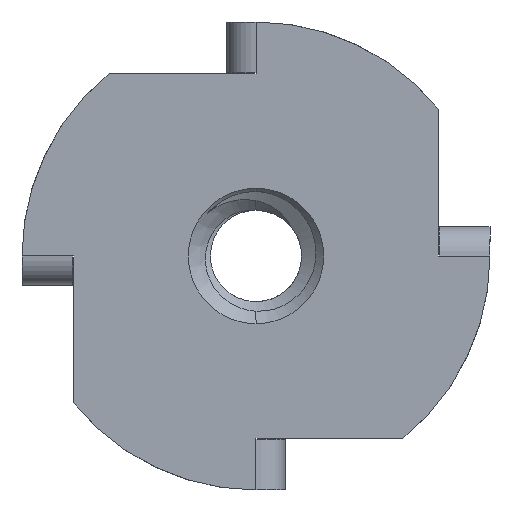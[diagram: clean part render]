
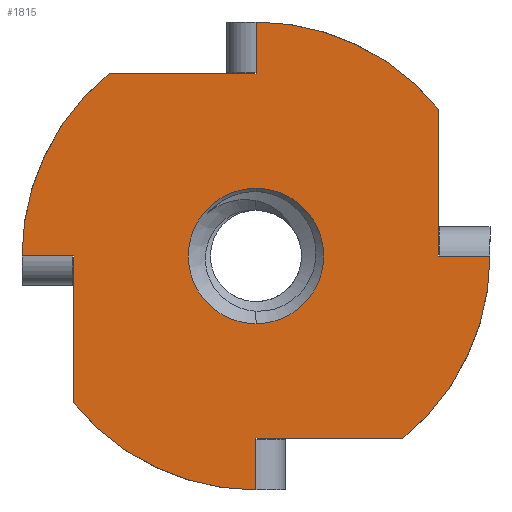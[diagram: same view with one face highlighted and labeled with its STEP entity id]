
A CAD part, front view. The second image highlights one B-rep face of the part: STEP entity #1815.
In plain terms, the highlighted planar face has unit normal (0, -1, 0).
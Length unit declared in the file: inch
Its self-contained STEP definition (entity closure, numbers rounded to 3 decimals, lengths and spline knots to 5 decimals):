
#1 = CARTESIAN_POINT ( 'NONE',  ( 0.25, 0., 0. ) ) ;
#4 = DIRECTION ( 'NONE',  ( 0., 0., 1. ) ) ;
#11 = CARTESIAN_POINT ( 'NONE',  ( 0., 0., 0.25 ) ) ;
#24 = LINE ( 'NONE', #2632, #1799 ) ;
#26 = VERTEX_POINT ( 'NONE', #3998 ) ;
#35 = DIRECTION ( 'NONE',  ( -1., 0., 0. ) ) ;
#51 = CARTESIAN_POINT ( 'NONE',  ( -0.25, 0., 0. ) ) ;
#69 = CARTESIAN_POINT ( 'NONE',  ( -0.19455, 0., 0. ) ) ;
#76 = ORIENTED_EDGE ( 'NONE', *, *, #2141, .F. ) ;
#114 = CARTESIAN_POINT ( 'NONE',  ( 0.19455, 0., 0.157 ) ) ;
#131 = ORIENTED_EDGE ( 'NONE', *, *, #2288, .T. ) ;
#133 = ORIENTED_EDGE ( 'NONE', *, *, #1373, .F. ) ;
#174 = VERTEX_POINT ( 'NONE', #1 ) ;
#218 = LINE ( 'NONE', #4198, #1071 ) ;
#262 = EDGE_CURVE ( 'NONE', #3952, #1652, #4147, .T. ) ;
#276 = AXIS2_PLACEMENT_3D ( 'NONE', #1828, #778, #3398 ) ;
#325 = CARTESIAN_POINT ( 'NONE',  ( 0.19455, 0., 0. ) ) ;
#342 = DIRECTION ( 'NONE',  ( 0., -1., 0. ) ) ;
#359 = AXIS2_PLACEMENT_3D ( 'NONE', #4054, #3036, #1091 ) ;
#391 = VERTEX_POINT ( 'NONE', #3719 ) ;
#430 = DIRECTION ( 'NONE',  ( 0., 1., 0. ) ) ;
#449 = LINE ( 'NONE', #3731, #501 ) ;
#475 = PLANE ( 'NONE',  #3063 ) ;
#490 = DIRECTION ( 'NONE',  ( 0., 0., -1. ) ) ;
#501 = VECTOR ( 'NONE', #1103, 39.37008 ) ;
#516 = DIRECTION ( 'NONE',  ( 0., 1., 0. ) ) ;
#520 = EDGE_CURVE ( 'NONE', #2616, #1067, #3879, .T. ) ;
#541 = AXIS2_PLACEMENT_3D ( 'NONE', #3304, #342, #3279 ) ;
#591 = DIRECTION ( 'NONE',  ( 0., 0., 1. ) ) ;
#594 = ORIENTED_EDGE ( 'NONE', *, *, #1045, .F. ) ;
#654 = VERTEX_POINT ( 'NONE', #69 ) ;
#697 = ORIENTED_EDGE ( 'NONE', *, *, #262, .T. ) ;
#719 = VERTEX_POINT ( 'NONE', #3453 ) ;
#720 = LINE ( 'NONE', #1126, #1603 ) ;
#734 = AXIS2_PLACEMENT_3D ( 'NONE', #3866, #1918, #3913 ) ;
#740 = CARTESIAN_POINT ( 'NONE',  ( 0., 0., 0.07238 ) ) ;
#754 = CIRCLE ( 'NONE', #3893, 0.25 ) ;
#762 = CARTESIAN_POINT ( 'NONE',  ( 0., 0., -0.25 ) ) ;
#765 = DIRECTION ( 'NONE',  ( 1., 0., 0. ) ) ;
#767 = DIRECTION ( 'NONE',  ( 1., 0., 0. ) ) ;
#776 = CIRCLE ( 'NONE', #1937, 0.25 ) ;
#778 = DIRECTION ( 'NONE',  ( 0., 1., 0. ) ) ;
#904 = CARTESIAN_POINT ( 'NONE',  ( 0., 0., 0.25 ) ) ;
#951 = DIRECTION ( 'NONE',  ( 0., 0., 1. ) ) ;
#964 = DIRECTION ( 'NONE',  ( 0., 1., 0. ) ) ;
#980 = VECTOR ( 'NONE', #1875, 39.37008 ) ;
#995 = VERTEX_POINT ( 'NONE', #740 ) ;
#1034 = LINE ( 'NONE', #1831, #3953 ) ;
#1045 = EDGE_CURVE ( 'NONE', #4264, #719, #1946, .T. ) ;
#1067 = VERTEX_POINT ( 'NONE', #114 ) ;
#1071 = VECTOR ( 'NONE', #591, 39.37008 ) ;
#1091 = DIRECTION ( 'NONE',  ( 0., 0., 1. ) ) ;
#1103 = DIRECTION ( 'NONE',  ( -1., 0., 0. ) ) ;
#1126 = CARTESIAN_POINT ( 'NONE',  ( 0., 0., -0.25 ) ) ;
#1179 = VERTEX_POINT ( 'NONE', #2159 ) ;
#1192 = CARTESIAN_POINT ( 'NONE',  ( 0., 0., -0.19455 ) ) ;
#1262 = CARTESIAN_POINT ( 'NONE',  ( 0.157, 0., -0.19455 ) ) ;
#1277 = ORIENTED_EDGE ( 'NONE', *, *, #1367, .T. ) ;
#1308 = VECTOR ( 'NONE', #1465, 39.37008 ) ;
#1327 = VERTEX_POINT ( 'NONE', #3217 ) ;
#1342 = EDGE_CURVE ( 'NONE', #995, #26, #2751, .T. ) ;
#1367 = EDGE_CURVE ( 'NONE', #4264, #1762, #218, .T. ) ;
#1373 = EDGE_CURVE ( 'NONE', #174, #4051, #754, .T. ) ;
#1379 = CARTESIAN_POINT ( 'NONE',  ( 0., 0., -0.19555 ) ) ;
#1392 = ORIENTED_EDGE ( 'NONE', *, *, #1342, .F. ) ;
#1465 = DIRECTION ( 'NONE',  ( 1., 0., 0. ) ) ;
#1524 = CARTESIAN_POINT ( 'NONE',  ( -0.25, 0., 0. ) ) ;
#1536 = CARTESIAN_POINT ( 'NONE',  ( 0.19555, 0., 0. ) ) ;
#1603 = VECTOR ( 'NONE', #2699, 39.37008 ) ;
#1618 = LINE ( 'NONE', #1192, #1308 ) ;
#1652 = VERTEX_POINT ( 'NONE', #3028 ) ;
#1689 = ORIENTED_EDGE ( 'NONE', *, *, #3277, .T. ) ;
#1718 = FACE_BOUND ( 'NONE', #1861, .T. ) ;
#1751 = LINE ( 'NONE', #3512, #980 ) ;
#1756 = ORIENTED_EDGE ( 'NONE', *, *, #2749, .T. ) ;
#1757 = VECTOR ( 'NONE', #35, 39.37008 ) ;
#1762 = VERTEX_POINT ( 'NONE', #1379 ) ;
#1799 = VECTOR ( 'NONE', #767, 39.37008 ) ;
#1814 = FACE_OUTER_BOUND ( 'NONE', #1995, .T. ) ;
#1815 = ADVANCED_FACE ( 'NONE', ( #1718, #1814 ), #475, .F. ) ;
#1828 = CARTESIAN_POINT ( 'NONE',  ( 0., 0., 0. ) ) ;
#1831 = CARTESIAN_POINT ( 'NONE',  ( -0.19455, 0., 0. ) ) ;
#1847 = CARTESIAN_POINT ( 'NONE',  ( 0., 0., 0.19455 ) ) ;
#1861 = EDGE_LOOP ( 'NONE', ( #2464, #1392 ) ) ;
#1875 = DIRECTION ( 'NONE',  ( 0., 0., -1. ) ) ;
#1918 = DIRECTION ( 'NONE',  ( 0., -1., 0. ) ) ;
#1937 = AXIS2_PLACEMENT_3D ( 'NONE', #3885, #516, #3354 ) ;
#1946 = CIRCLE ( 'NONE', #276, 0.25 ) ;
#1949 = VERTEX_POINT ( 'NONE', #1536 ) ;
#1995 = EDGE_LOOP ( 'NONE', ( #3260, #594, #1277, #3962, #2702, #133, #3015, #131, #1756, #2642, #2112, #2755, #1689, #76, #697, #3376 ) ) ;
#2093 = VECTOR ( 'NONE', #765, 39.37008 ) ;
#2112 = ORIENTED_EDGE ( 'NONE', *, *, #3458, .T. ) ;
#2141 = EDGE_CURVE ( 'NONE', #3952, #1179, #776, .T. ) ;
#2159 = CARTESIAN_POINT ( 'NONE',  ( -0.157, 0., 0.19455 ) ) ;
#2162 = CIRCLE ( 'NONE', #541, 0.07238 ) ;
#2288 = EDGE_CURVE ( 'NONE', #1949, #3022, #449, .T. ) ;
#2391 = EDGE_CURVE ( 'NONE', #1762, #2951, #720, .T. ) ;
#2427 = VECTOR ( 'NONE', #2739, 39.37008 ) ;
#2432 = DIRECTION ( 'NONE',  ( 0., 0., 1. ) ) ;
#2464 = ORIENTED_EDGE ( 'NONE', *, *, #3710, .F. ) ;
#2616 = VERTEX_POINT ( 'NONE', #904 ) ;
#2632 = CARTESIAN_POINT ( 'NONE',  ( -0.25, 0., 0. ) ) ;
#2642 = ORIENTED_EDGE ( 'NONE', *, *, #520, .F. ) ;
#2699 = DIRECTION ( 'NONE',  ( 0., 0., 1. ) ) ;
#2702 = ORIENTED_EDGE ( 'NONE', *, *, #3882, .T. ) ;
#2739 = DIRECTION ( 'NONE',  ( 0., 0., -1. ) ) ;
#2749 = EDGE_CURVE ( 'NONE', #3022, #1067, #3749, .T. ) ;
#2751 = CIRCLE ( 'NONE', #734, 0.07238 ) ;
#2755 = ORIENTED_EDGE ( 'NONE', *, *, #3023, .T. ) ;
#2809 = EDGE_CURVE ( 'NONE', #174, #1949, #3593, .T. ) ;
#2858 = VECTOR ( 'NONE', #4220, 39.37008 ) ;
#2951 = VERTEX_POINT ( 'NONE', #3612 ) ;
#3015 = ORIENTED_EDGE ( 'NONE', *, *, #2809, .T. ) ;
#3022 = VERTEX_POINT ( 'NONE', #4026 ) ;
#3023 = EDGE_CURVE ( 'NONE', #1327, #391, #4263, .T. ) ;
#3028 = CARTESIAN_POINT ( 'NONE',  ( -0.19555, 0., 0. ) ) ;
#3036 = DIRECTION ( 'NONE',  ( 0., 1., 0. ) ) ;
#3063 = AXIS2_PLACEMENT_3D ( 'NONE', #3378, #430, #2432 ) ;
#3139 = EDGE_CURVE ( 'NONE', #654, #719, #1034, .T. ) ;
#3217 = CARTESIAN_POINT ( 'NONE',  ( 0., 0., 0.19555 ) ) ;
#3260 = ORIENTED_EDGE ( 'NONE', *, *, #3139, .T. ) ;
#3277 = EDGE_CURVE ( 'NONE', #391, #1179, #4009, .T. ) ;
#3279 = DIRECTION ( 'NONE',  ( 0., 0., -1. ) ) ;
#3294 = CARTESIAN_POINT ( 'NONE',  ( 0.25, 0., 0. ) ) ;
#3304 = CARTESIAN_POINT ( 'NONE',  ( 0., 0., 0. ) ) ;
#3354 = DIRECTION ( 'NONE',  ( 0., 0., 1. ) ) ;
#3376 = ORIENTED_EDGE ( 'NONE', *, *, #3755, .T. ) ;
#3378 = CARTESIAN_POINT ( 'NONE',  ( 0., 0., 0. ) ) ;
#3398 = DIRECTION ( 'NONE',  ( 0., 0., 1. ) ) ;
#3453 = CARTESIAN_POINT ( 'NONE',  ( -0.19455, 0., -0.157 ) ) ;
#3458 = EDGE_CURVE ( 'NONE', #2616, #1327, #1751, .T. ) ;
#3512 = CARTESIAN_POINT ( 'NONE',  ( 0., 0., 0.25 ) ) ;
#3529 = VECTOR ( 'NONE', #4, 39.37008 ) ;
#3593 = LINE ( 'NONE', #3294, #1757 ) ;
#3612 = CARTESIAN_POINT ( 'NONE',  ( 0., 0., -0.19455 ) ) ;
#3710 = EDGE_CURVE ( 'NONE', #26, #995, #2162, .T. ) ;
#3719 = CARTESIAN_POINT ( 'NONE',  ( 0., 0., 0.19455 ) ) ;
#3731 = CARTESIAN_POINT ( 'NONE',  ( 0.25, 0., 0. ) ) ;
#3749 = LINE ( 'NONE', #325, #3529 ) ;
#3755 = EDGE_CURVE ( 'NONE', #1652, #654, #24, .T. ) ;
#3866 = CARTESIAN_POINT ( 'NONE',  ( 0., 0., 0. ) ) ;
#3877 = CARTESIAN_POINT ( 'NONE',  ( 0., 0., 0. ) ) ;
#3879 = CIRCLE ( 'NONE', #359, 0.25 ) ;
#3882 = EDGE_CURVE ( 'NONE', #2951, #4051, #1618, .T. ) ;
#3885 = CARTESIAN_POINT ( 'NONE',  ( 0., 0., 0. ) ) ;
#3893 = AXIS2_PLACEMENT_3D ( 'NONE', #3877, #964, #951 ) ;
#3913 = DIRECTION ( 'NONE',  ( 0., 0., -1. ) ) ;
#3952 = VERTEX_POINT ( 'NONE', #1524 ) ;
#3953 = VECTOR ( 'NONE', #490, 39.37008 ) ;
#3962 = ORIENTED_EDGE ( 'NONE', *, *, #2391, .T. ) ;
#3998 = CARTESIAN_POINT ( 'NONE',  ( 0., 0., -0.07238 ) ) ;
#4009 = LINE ( 'NONE', #1847, #2858 ) ;
#4026 = CARTESIAN_POINT ( 'NONE',  ( 0.19455, 0., 0. ) ) ;
#4051 = VERTEX_POINT ( 'NONE', #1262 ) ;
#4054 = CARTESIAN_POINT ( 'NONE',  ( 0., 0., 0. ) ) ;
#4147 = LINE ( 'NONE', #51, #2093 ) ;
#4198 = CARTESIAN_POINT ( 'NONE',  ( 0., 0., -0.25 ) ) ;
#4220 = DIRECTION ( 'NONE',  ( -1., 0., 0. ) ) ;
#4263 = LINE ( 'NONE', #11, #2427 ) ;
#4264 = VERTEX_POINT ( 'NONE', #762 ) ;
